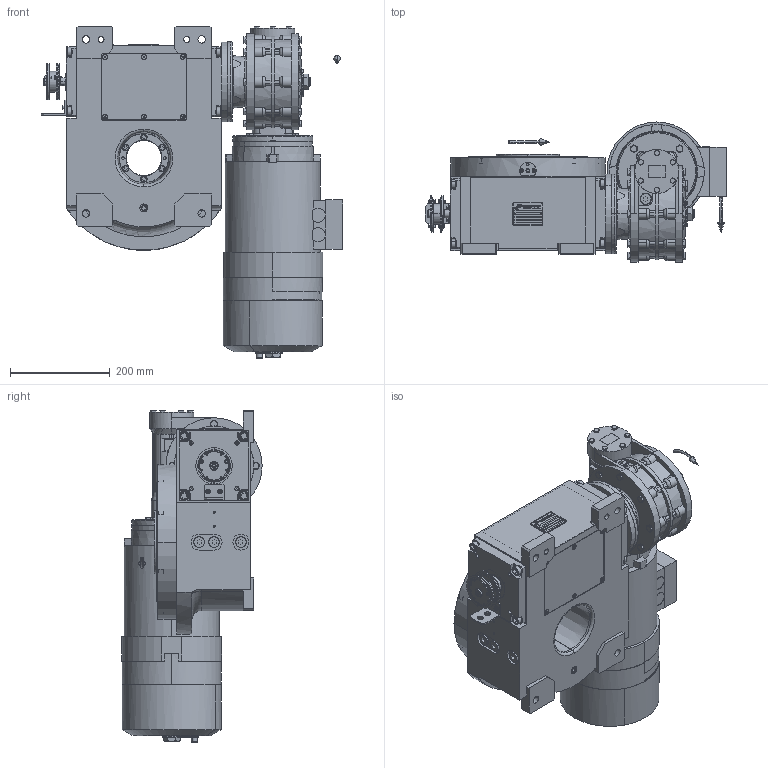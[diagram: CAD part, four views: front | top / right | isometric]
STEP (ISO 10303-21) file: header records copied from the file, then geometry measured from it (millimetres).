
FILE_DESCRIPTION (( 'STEP AP203' ), '1' );
FILE_NAME ('PC5201820.step', '2026-02-06T15:04:08', ( '' ), ( '' ), 'SwSTEP 2.0', 'SolidWorks 2020', '' );
FILE_SCHEMA (( 'CONFIG_CONTROL_DESIGN' ));
Length unit declared in the file: millimetre
Products named in the file (93): cfn2000_01_081; cfn2000_01_099; rig09_017; RMI85_F3_LCB_DX_100B14; rig09_001_a; RIG09_021_AF0.stp; CFN2223_02_004.stp; cfn2003_01_054; rig09_007_master; rig09_010_s_001; cfn2000_01_161; cfn2070_05_009; olio_agip_blasia_150; freccia_angolare_albero; cfn2000_01_126; 900_38_30_003; rig09_071_8_m.stp; CFN2223_02_003.stp; cfn2115_02_194; rig09_004; AS_rig09_071_8_m; cfn2155_01_095; AS_rig09_002_bl_003; CFN2155_01_195.stp; 900_38_10_028; CFN2000_01_185.stp; rig09_003_8; AS_rig09_016; cfn2115_02_058; RIG09_005_AF0.stp; BA100LB14; AS_900_38_30_003; CFN2010_01_020.stp; cfn2276_01_056; cfn2115_02_057; cfn2151_01_115; RIG09_005_ASM.stp; cfn2476_01_002_60x46; cfn2151_01_167; rig09_002_bl_003 ...
Assembly tree (83 placements, depth 5):
  CFN2223_02_004.stp
  rig09_007_master
  olio_agip_blasia_150
  CFN2223_02_003.stp
  CFN2010_01_020.stp
Bounding box: 604 x 281.47 x 666 mm (x, y, z)
Volume: 21514138.2 mm3; surface area: 1956299.3 mm2
Topology: 72 solids, 72 shells, 3745 faces, 9304 edges, 5956 vertices
Faces by surface type: plane 1792, cylinder 1143, cone 553, torus 218, bspline 35, sphere 4
Entity records: 135968 total; most frequent: CARTESIAN_POINT 38310, DIRECTION 18444, ORIENTED_EDGE 18152, EDGE_CURVE 9076, AXIS2_PLACEMENT_3D 6748, VERTEX_POINT 5859, VECTOR 4948, LINE 4948
